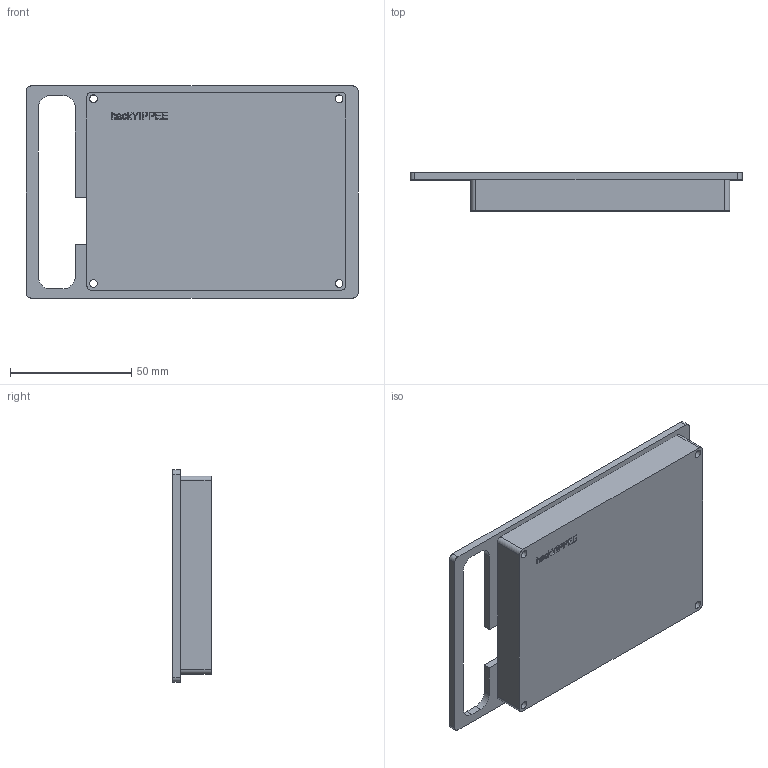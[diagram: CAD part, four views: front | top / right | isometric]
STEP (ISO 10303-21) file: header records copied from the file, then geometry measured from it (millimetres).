
FILE_DESCRIPTION(/* description */ ('','CAx-IF Rec.Pracs.---Representation and Presentation of Product Manufacturing Information (PMI)---4.0---2014-10-13'),/* implementation_level */ '2;1');
FILE_NAME(/* name */ '1d1aa5db-d910-402f-a33a-88260e37150d.stp',/* time_stamp */ '2025-02-15T03:39:23Z',/* author */ (''),/* organization */ (''),/* preprocessor_version */ 'ST-DEVELOPER v20',/* originating_system */ 'Autodesk Translation Framework v13.20.0.188',/* authorisation */ '');
FILE_SCHEMA (('AP242_MANAGED_MODEL_BASED_3D_ENGINEERING_MIM_LF { 1 0 10303 442 1 1 4 }'));
Length unit declared in the file: inch
Products named in the file (3): hackyippeePCB; hackYIPPEE 1; hackYIPPEE_PCB
Assembly tree (2 placements, depth 3):
  hackyippeePCB
    hackYIPPEE 1
      hackYIPPEE_PCB
Bounding box: 137.16 x 15.79 x 87.63 mm (x, y, z)
Volume: 71016.2 mm3; surface area: 55997.3 mm2
Topology: 3 solids, 3 shells, 308 faces, 867 edges, 578 vertices
Faces by surface type: plane 146, bspline 83, cylinder 79
Full cylindrical faces by diameter (mm): 0.8 x12, 0.889 x14, 1 x9, 1.5 x12, 2 x4, 2.6 x2, 3.156 x1, 3.193 x2, 3.2 x4, 3.203 x1, 4 x6
Entity records: 11093 total; most frequent: CARTESIAN_POINT 3169, ORIENTED_EDGE 1734, DIRECTION 1319, EDGE_CURVE 867, VERTEX_POINT 578, LINE 543, VECTOR 543, EDGE_LOOP 467
